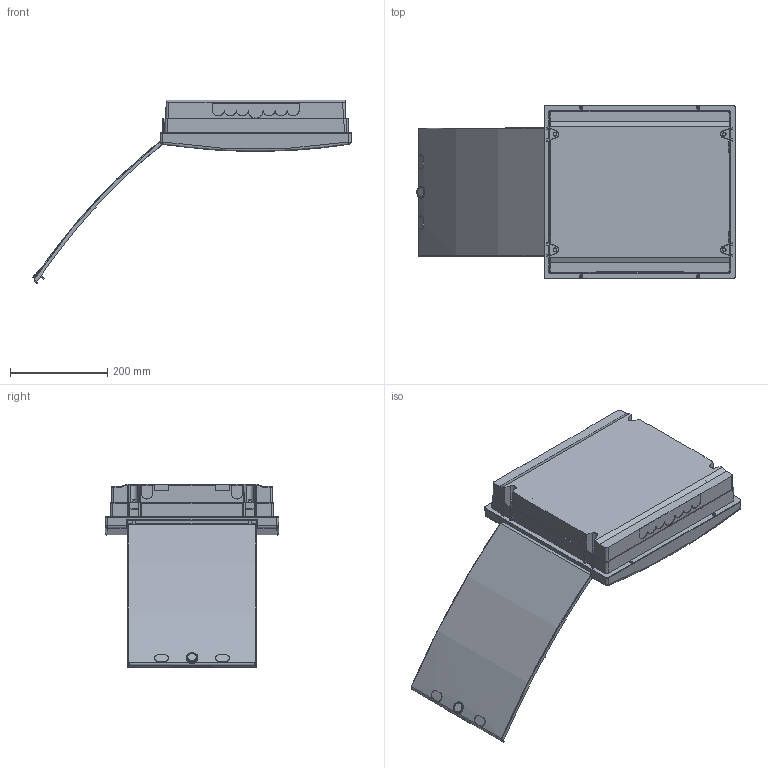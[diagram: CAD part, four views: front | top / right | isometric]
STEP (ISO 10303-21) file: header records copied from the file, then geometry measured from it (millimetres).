
FILE_DESCRIPTION(/* description */ ('Unknown'),/* implementation_level */ '2;1');
FILE_NAME(/* name */ 'ECM_2x18_PO_Mod',/* time_stamp */ '2020-05-13T15:36:59+02:00',/* author */ ('Unknown'),/* organization */ ('Unknown'),/* preprocessor_version */ 'ST-DEVELOPER v16.7',/* originating_system */ 'DEX',/* authorisation */ $);
FILE_SCHEMA (('AUTOMOTIVE_DESIGN {1 0 10303 214 3 1 1}'));
Length unit declared in the file: millimetre
Products named in the file (8): ECM_2x18_PO_Mod; Front_ECM_2x18; Door_ECM_2x18; Bottom_ECM_2x18; Screw_M4x8; TH_18_Rail; Screw_M4x16; ETI LOGO
Assembly tree (14 placements, depth 2):
  ECM_2x18_PO_Mod
    Front_ECM_2x18
    Door_ECM_2x18
    Bottom_ECM_2x18
    Screw_M4x8  x4
    TH_18_Rail  x2
    Screw_M4x16  x4
    ETI LOGO
Bounding box: 653.58 x 356.96 x 377.4 mm (x, y, z)
Volume: 1170710.2 mm3; surface area: 1139854.2 mm2
Topology: 16 solids, 16 shells, 952 faces, 2487 edges, 1625 vertices
Faces by surface type: plane 618, cylinder 173, cone 113, bspline 16, sphere 16, torus 16
Full cylindrical faces by diameter (mm): 4 x12, 8 x8
Entity records: 25992 total; most frequent: CARTESIAN_POINT 5125, ORIENTED_EDGE 3860, DIRECTION 3694, EDGE_CURVE 1930, LINE 1342, VECTOR 1342, VERTEX_POINT 1301, AXIS2_PLACEMENT_3D 1176
